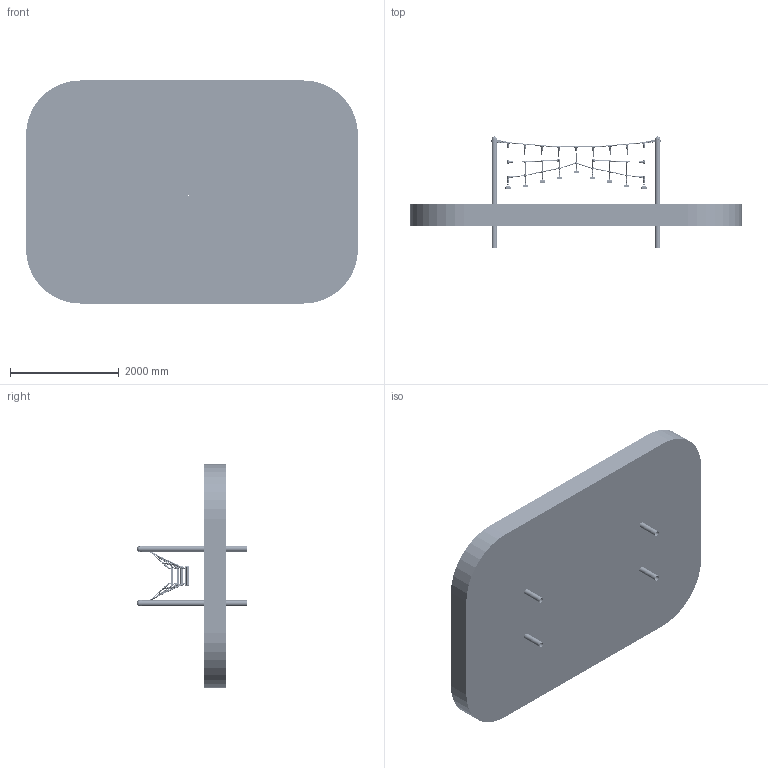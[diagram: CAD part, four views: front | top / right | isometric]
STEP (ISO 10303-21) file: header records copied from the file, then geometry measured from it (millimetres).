
FILE_DESCRIPTION (( 'STEP AP214' ), '1' );
FILE_NAME ('4959-20-Komplett.STEP', '2019-06-24T13:47:49', ( '' ), ( '' ), 'SwSTEP 2.0', 'SolidWorks 2019', '' );
FILE_SCHEMA (( 'AUTOMOTIVE_DESIGN' ));
Length unit declared in the file: millimetre
Products named in the file (80): Sicherung von zusätzliches Bew. T-Stück; rot Kappe 102er; Sprosse; Halteseil_Standard<Wie bearbeitet>; Seil1_Standard<Wie bearbeitet>; Schlossschraube M10x30; Seil5_Standard<Wie bearbeitet>; Sprosse_1; 35-102 - Pfostenschelle f黵 102er Rohr; Seil6_Standard<Wie bearbeitet>; Inbusschraube-M6x20_91290A326; Spielgeraet; 35-102 - Pfostenschelle mit 70-4594-70 - PA-Adapter_vereinfacht; 6er Kettenglied_Standard<Wie bearbeitet>; Screw DIN 968-ST6.3x25-C-H-N_Screw DIN 968-ST6.3x25-C-H-N; 35-4602-16 - Schäkel geschweift M8 V2A_Standard<Wie bearbeitet>; Bew. T-Stück Längsträger; Seil4_Standard<Wie bearbeitet>; SpiegelnHalteseil_Standard<Wie bearbeitet>; Mutter; U-Scheibe _M10_90965A200; Seil2_Standard<Wie bearbeitet>; Knotenkugel-ohne; 6er Stopmutter_94645A205; Mindestraum; Pfosten; Sicherung (8) von Kettenadapter ohne Kette; 457-07 - Kunststoff Kausche; Spiegeln35-4602-16 - Schäkel geschweift M8 V2A_Standard<Wie bearbeitet>; 70-4594-70 - PA-Adapter; 6er Gabelkopf; 4959-20-Komplett; Seil3_Standard<Wie bearbeitet>; Abdeckkappe ﾘ 102 mm; Hilfslinie; Seil7_Standard<Wie bearbeitet>; Bew. TStück Quer
Assembly tree (351 placements, depth 4):
  4959-20-Komplett
    Pfosten
    rot Kappe 102er
      Abdeckkappe ﾘ 102 mm
      Screw DIN 968-ST6.3x25-C-H-N_Screw DIN 968-ST6.3x25-C-H-N  x3
    rot Kappe 102er
      Abdeckkappe ﾘ 102 mm
      Screw DIN 968-ST6.3x25-C-H-N_Screw DIN 968-ST6.3x25-C-H-N  x3
    rot Kappe 102er
      Abdeckkappe ﾘ 102 mm
      Screw DIN 968-ST6.3x25-C-H-N_Screw DIN 968-ST6.3x25-C-H-N  x3
    rot Kappe 102er
      Abdeckkappe ﾘ 102 mm
      Screw DIN 968-ST6.3x25-C-H-N_Screw DIN 968-ST6.3x25-C-H-N  x3
    35-102 - Pfostenschelle mit 70-4594-70 - PA-Adapter_vereinfacht
      Schlossschraube M10x30
      Mutter
      70-4594-70 - PA-Adapter
      35-102 - Pfostenschelle f黵 102er Rohr
    35-102 - Pfostenschelle mit 70-4594-70 - PA-Adapter_vereinfacht
      Schlossschraube M10x30
      Mutter
      70-4594-70 - PA-Adapter
      35-102 - Pfostenschelle f黵 102er Rohr
    35-102 - Pfostenschelle mit 70-4594-70 - PA-Adapter_vereinfacht
      Schlossschraube M10x30
      Mutter
      70-4594-70 - PA-Adapter
      35-102 - Pfostenschelle f黵 102er Rohr
    35-102 - Pfostenschelle mit 70-4594-70 - PA-Adapter_vereinfacht
      Schlossschraube M10x30
      Mutter
      70-4594-70 - PA-Adapter
      35-102 - Pfostenschelle f黵 102er Rohr
    Spielgeraet
      70-4594-70 - PA-Adapter  x2
      35-4602-16 - Schäkel geschweift M8 V2A_Standard<Wie bearbeitet>  x2
      457-07 - Kunststoff Kausche  x4
      Halteseil_Standard<Wie bearbeitet>
      SpiegelnHalteseil_Standard<Wie bearbeitet>
      Spiegeln35-4602-16 - Schäkel geschweift M8 V2A_Standard<Wie bearbeitet>  x2
      Sprosse
        Sprosse_1
        U-Scheibe _M10_90965A200  x2
        6er Gabelkopf  x2
        Inbusschraube-M6x20_91290A326  x2
        6er Stopmutter_94645A205  x2
      6er Kettenglied_Standard<Wie bearbeitet>  x54
      Sicherung (8) von Kettenadapter ohne Kette  x18
      Sicherung von zusätzliches Bew. T-Stück
        Bew. TStück Quer
        Bew. T-Stück Längsträger
      Seil1_Standard<Wie bearbeitet>  x4
      Sicherung von zusätzliches Bew. T-Stück
        Bew. TStück Quer
        Bew. T-Stück Längsträger
      Sprosse
        Sprosse_1
        U-Scheibe _M10_90965A200  x2
        6er Gabelkopf  x2
Bounding box: 6100 x 2038.96 x 4100 mm (x, y, z)
Volume: 9691268432.6 mm3; surface area: 64885272 mm2
Topology: 368 solids, 368 shells, 17332 faces, 44456 edges, 27518 vertices
Faces by surface type: plane 7128, cylinder 6366, cone 1944, torus 1354, sphere 300, bspline 240
Entity records: 55683 total; most frequent: CARTESIAN_POINT 19369, DIRECTION 6916, ORIENTED_EDGE 6226, EDGE_CURVE 3113, AXIS2_PLACEMENT_3D 2765, VERTEX_POINT 1920, EDGE_LOOP 1395, LINE 1386
